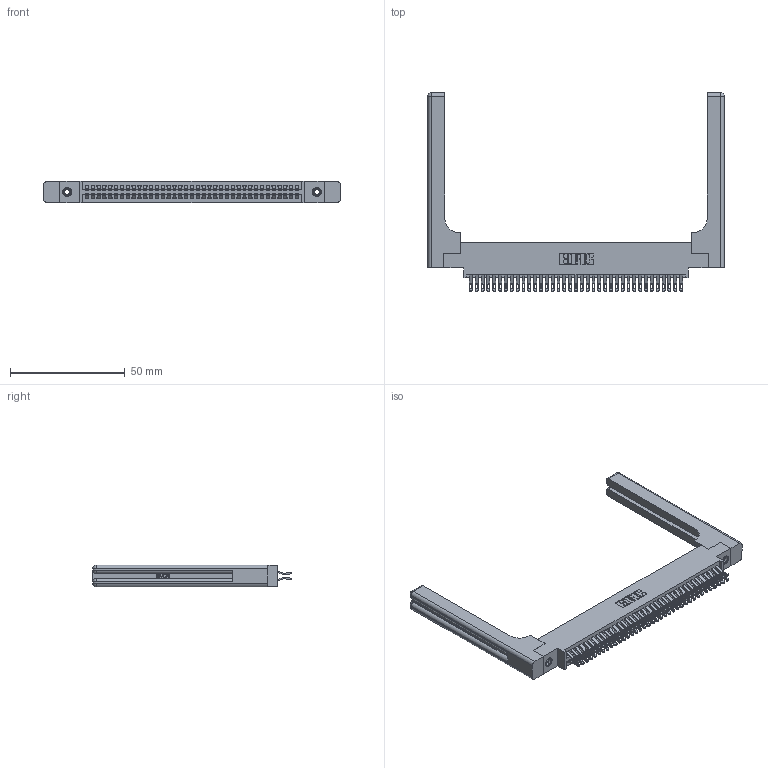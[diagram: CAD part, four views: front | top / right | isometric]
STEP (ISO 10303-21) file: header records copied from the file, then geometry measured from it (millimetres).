
FILE_DESCRIPTION (( 'STEP AP203' ), '1' );
FILE_NAME ('395-074-555-858.STEP', '2019-10-24T15:02:01', ( '' ), ( '' ), 'SwSTEP 2.0', 'SolidWorks 2016', '' );
FILE_SCHEMA (( 'CONFIG_CONTROL_DESIGN' ));
Length unit declared in the file: inch
Products named in the file (5): 395-074-555-858; 345 Part_0.170 Offset - 0.156 Dia-TH; 345-292-001_555 Tail; 345-250-001_345-250-001-102; 345-220-058_345-220-058
Assembly tree (79 placements, depth 2):
  395-074-555-858
    345 Part_0.170 Offset - 0.156 Dia-TH
    345-292-001_555 Tail  x74
    345-250-001_345-250-001-102  x2
    345-220-058_345-220-058  x2
Bounding box: 129.01 x 86.41 x 9.4 mm (x, y, z)
Volume: 21061.8 mm3; surface area: 24457.3 mm2
Topology: 79 solids, 79 shells, 4530 faces, 14117 edges, 9390 vertices
Faces by surface type: plane 2526, cylinder 1944, bspline 36, cone 12, sphere 8, torus 4
Entity records: 35344 total; most frequent: CARTESIAN_POINT 6959, ORIENTED_EDGE 5660, DIRECTION 5042, EDGE_CURVE 2830, LINE 2438, VECTOR 2438, VERTEX_POINT 1878, AXIS2_PLACEMENT_3D 1302
